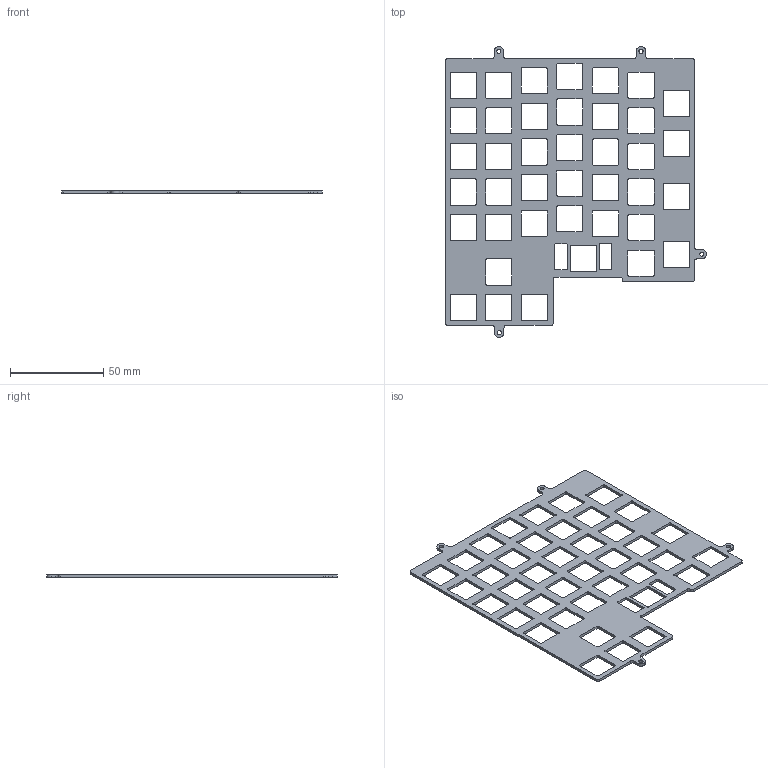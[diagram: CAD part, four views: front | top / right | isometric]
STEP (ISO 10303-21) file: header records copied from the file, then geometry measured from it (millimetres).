
FILE_DESCRIPTION(/* description */ (''),/* implementation_level */ '2;1');
FILE_NAME(/* name */ 'PLATE_LEFT-ComfyHands_prototype_13Jan.step',/* time_stamp */ '2022-01-13T03:27:09+00:00',/* author */ (''),/* organization */ (''),/* preprocessor_version */ 'ST-DEVELOPER v18.1',/* originating_system */ 'Autodesk Translation Framework v10.10.0.1391',/* authorisation */ '');
FILE_SCHEMA (('AUTOMOTIVE_DESIGN { 1 0 10303 214 3 1 1 }'));
Length unit declared in the file: millimetre
Products named in the file (1): TheComfyHands
Bounding box: 139.85 x 155.87 x 1.5 mm (x, y, z)
Volume: 13925.5 mm3; surface area: 22927.2 mm2
Topology: 1 solids, 1 shells, 382 faces, 1140 edges, 760 vertices
Faces by surface type: cylinder 192, plane 190
Full cylindrical faces by diameter (mm): 2.2 x4
Entity records: 13175 total; most frequent: DIRECTION 2290, CARTESIAN_POINT 2283, ORIENTED_EDGE 2280, EDGE_CURVE 1140, AXIS2_PLACEMENT_3D 767, VERTEX_POINT 760, LINE 756, VECTOR 756
